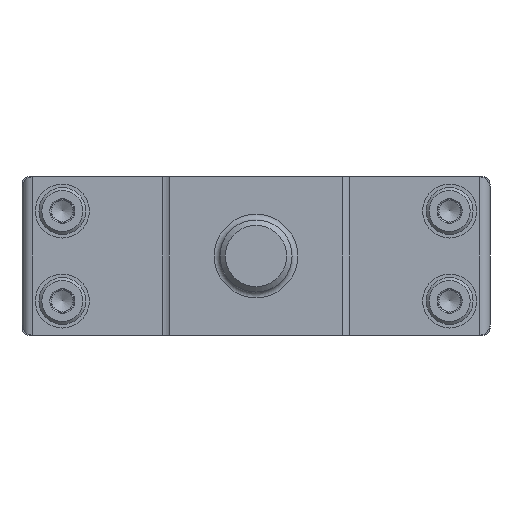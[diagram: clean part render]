
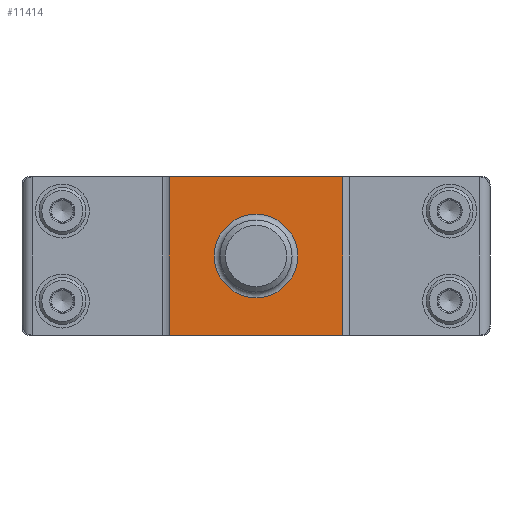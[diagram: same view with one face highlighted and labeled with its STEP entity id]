
A CAD part, left-side view. The second image highlights one B-rep face of the part: STEP entity #11414.
In plain terms, the highlighted planar face has unit normal (-1, 0, 0).
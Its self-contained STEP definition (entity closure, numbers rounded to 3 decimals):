
#358=LINE('',#17346,#1547);
#368=LINE('',#17370,#1557);
#376=LINE('',#17392,#1565);
#557=LINE('',#17695,#1746);
#1547=VECTOR('',#13731,1000.);
#1557=VECTOR('',#13751,1000.);
#1565=VECTOR('',#13769,1000.);
#1746=VECTOR('',#14002,1000.);
#3194=ORIENTED_EDGE('',*,*,#6452,.T.);
#3195=ORIENTED_EDGE('',*,*,#6247,.T.);
#3196=ORIENTED_EDGE('',*,*,#6451,.F.);
#3197=ORIENTED_EDGE('',*,*,#6233,.F.);
#3198=ORIENTED_EDGE('',*,*,#6259,.T.);
#6233=EDGE_CURVE('',#7926,#7927,#358,.T.);
#6247=EDGE_CURVE('',#7936,#7935,#368,.T.);
#6259=EDGE_CURVE('',#7926,#7936,#376,.T.);
#6451=EDGE_CURVE('',#7927,#7935,#557,.T.);
#6452=EDGE_CURVE('',#8041,#8041,#8900,.T.);
#7926=VERTEX_POINT('',#17345);
#7927=VERTEX_POINT('',#17347);
#7935=VERTEX_POINT('',#17369);
#7936=VERTEX_POINT('',#17371);
#8041=VERTEX_POINT('',#17698);
#8900=CIRCLE('',#12264,11.6);
#9407=EDGE_LOOP('',(#3194));
#9408=EDGE_LOOP('',(#3195,#3196,#3197,#3198));
#10142=FACE_BOUND('',#9407,.T.);
#10143=FACE_BOUND('',#9408,.T.);
#10862=PLANE('',#12263);
#11414=ADVANCED_FACE('',(#10142,#10143),#10862,.F.);
#12263=AXIS2_PLACEMENT_3D('',#17696,#14003,#14004);
#12264=AXIS2_PLACEMENT_3D('',#17697,#14005,#14006);
#13731=DIRECTION('',(0.,-1.,0.));
#13751=DIRECTION('',(0.,-1.,0.));
#13769=DIRECTION('',(0.,0.,-1.));
#14002=DIRECTION('',(0.,0.,-1.));
#14003=DIRECTION('',(1.,0.,0.));
#14004=DIRECTION('',(0.,0.,-1.));
#14005=DIRECTION('',(1.,0.,0.));
#14006=DIRECTION('',(0.,1.,0.));
#17345=CARTESIAN_POINT('',(-20.1,24.062,22.));
#17346=CARTESIAN_POINT('',(-20.1,24.062,22.));
#17347=CARTESIAN_POINT('',(-20.1,-24.062,22.));
#17369=CARTESIAN_POINT('',(-20.1,-24.062,-22.));
#17370=CARTESIAN_POINT('',(-20.1,24.062,-22.));
#17371=CARTESIAN_POINT('',(-20.1,24.062,-22.));
#17392=CARTESIAN_POINT('',(-20.1,24.062,22.));
#17695=CARTESIAN_POINT('',(-20.1,-24.062,22.));
#17696=CARTESIAN_POINT('',(-20.1,24.062,22.));
#17697=CARTESIAN_POINT('',(-20.1,0.,0.));
#17698=CARTESIAN_POINT('',(-20.1,11.6,0.));
